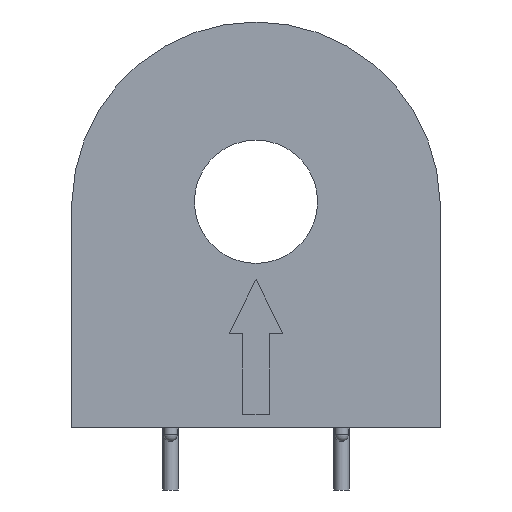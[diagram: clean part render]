
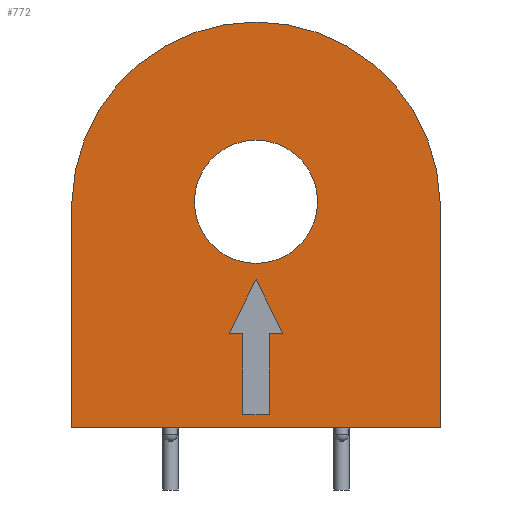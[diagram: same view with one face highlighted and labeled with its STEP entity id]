
A CAD part, front view. The second image highlights one B-rep face of the part: STEP entity #772.
In plain terms, the highlighted planar face has unit normal (0, -1, 0).
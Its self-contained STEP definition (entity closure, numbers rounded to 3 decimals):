
#329=CARTESIAN_POINT('',(-4.572,-5.08,17.78));
#330=VERTEX_POINT('',#329);
#339=CARTESIAN_POINT('',(4.572,-5.08,17.78));
#340=VERTEX_POINT('',#339);
#341=CARTESIAN_POINT('',(0.0,-5.08,17.78));
#342=DIRECTION('',(0.0,1.0,0.0));
#343=DIRECTION('',(-1.0,0.0,0.0));
#344=AXIS2_PLACEMENT_3D('',#341,#342,#343);
#345=CIRCLE('',#344,4.572);
#346=EDGE_CURVE('',#340,#330,#345,.T.);
#381=CARTESIAN_POINT('',(0.0,-5.08,12.));
#382=VERTEX_POINT('',#381);
#389=CARTESIAN_POINT('',(-2.0,-5.08,8.));
#390=VERTEX_POINT('',#389);
#391=CARTESIAN_POINT('',(-2.0,-5.08,8.0));
#392=DIRECTION('',(0.447,0.0,0.894));
#393=VECTOR('',#392,4.472);
#394=LINE('',#391,#393);
#395=EDGE_CURVE('',#390,#382,#394,.T.);
#420=CARTESIAN_POINT('',(-1.0,-5.08,8.));
#421=VERTEX_POINT('',#420);
#422=CARTESIAN_POINT('',(-1.0,-5.08,8.0));
#423=DIRECTION('',(-1.0,0.0,0.0));
#424=VECTOR('',#423,1.0);
#425=LINE('',#422,#424);
#426=EDGE_CURVE('',#421,#390,#425,.T.);
#451=CARTESIAN_POINT('',(-1.0,-5.08,2.));
#452=VERTEX_POINT('',#451);
#453=CARTESIAN_POINT('',(-1.0,-5.08,2.));
#454=DIRECTION('',(0.0,0.0,1.0));
#455=VECTOR('',#454,6.0);
#456=LINE('',#453,#455);
#457=EDGE_CURVE('',#452,#421,#456,.T.);
#482=CARTESIAN_POINT('',(1.0,-5.08,2.));
#483=VERTEX_POINT('',#482);
#484=CARTESIAN_POINT('',(1.0,-5.08,2.0));
#485=DIRECTION('',(-1.0,0.0,0.0));
#486=VECTOR('',#485,2.0);
#487=LINE('',#484,#486);
#488=EDGE_CURVE('',#483,#452,#487,.T.);
#513=CARTESIAN_POINT('',(1.0,-5.08,8.));
#514=VERTEX_POINT('',#513);
#515=CARTESIAN_POINT('',(1.0,-5.08,8.));
#516=DIRECTION('',(0.0,0.0,-1.0));
#517=VECTOR('',#516,6.0);
#518=LINE('',#515,#517);
#519=EDGE_CURVE('',#514,#483,#518,.T.);
#544=CARTESIAN_POINT('',(2.0,-5.08,8.));
#545=VERTEX_POINT('',#544);
#546=CARTESIAN_POINT('',(2.0,-5.08,8.0));
#547=DIRECTION('',(-1.0,0.0,0.0));
#548=VECTOR('',#547,1.0);
#549=LINE('',#546,#548);
#550=EDGE_CURVE('',#545,#514,#549,.T.);
#573=CARTESIAN_POINT('',(0.,-5.08,12.0));
#574=DIRECTION('',(0.447,0.0,-0.894));
#575=VECTOR('',#574,4.472);
#576=LINE('',#573,#575);
#577=EDGE_CURVE('',#382,#545,#576,.T.);
#612=CARTESIAN_POINT('',(0.0,-5.08,17.78));
#613=DIRECTION('',(0.0,1.0,0.0));
#614=DIRECTION('',(-1.0,0.0,0.0));
#615=AXIS2_PLACEMENT_3D('',#612,#613,#614);
#616=CIRCLE('',#615,4.572);
#617=EDGE_CURVE('',#330,#340,#616,.T.);
#627=CARTESIAN_POINT('',(13.653,-5.08,17.78));
#628=VERTEX_POINT('',#627);
#637=CARTESIAN_POINT('',(13.653,-5.08,1.));
#638=VERTEX_POINT('',#637);
#639=CARTESIAN_POINT('',(13.653,-5.08,1.));
#640=DIRECTION('',(0.0,0.0,1.0));
#641=VECTOR('',#640,16.78);
#642=LINE('',#639,#641);
#643=EDGE_CURVE('',#638,#628,#642,.T.);
#667=CARTESIAN_POINT('',(-13.653,-5.08,17.78));
#668=VERTEX_POINT('',#667);
#685=CARTESIAN_POINT('',(-13.653,-5.08,1.));
#686=VERTEX_POINT('',#685);
#693=CARTESIAN_POINT('',(-13.653,-5.08,1.));
#694=DIRECTION('',(0.0,0.0,1.0));
#695=VECTOR('',#694,16.78);
#696=LINE('',#693,#695);
#697=EDGE_CURVE('',#686,#668,#696,.T.);
#715=CARTESIAN_POINT('',(13.653,-5.08,1.));
#716=DIRECTION('',(-1.0,0.0,0.0));
#717=VECTOR('',#716,27.305);
#718=LINE('',#715,#717);
#719=EDGE_CURVE('',#638,#686,#718,.T.);
#737=CARTESIAN_POINT('',(0.,-5.08,17.459));
#738=DIRECTION('',(0.0,1.0,0.0));
#739=DIRECTION('',(0.0,0.0,1.0));
#740=AXIS2_PLACEMENT_3D('',#737,#738,#739);
#741=CIRCLE('',#740,13.656);
#742=EDGE_CURVE('',#668,#628,#741,.T.);
#748=CARTESIAN_POINT('',(0.,-5.08,22.437));
#749=DIRECTION('',(0.0,1.0,0.0));
#750=DIRECTION('',(0.0,0.0,1.0));
#751=AXIS2_PLACEMENT_3D('',#748,#749,#750);
#752=PLANE('',#751);
#753=ORIENTED_EDGE('',*,*,#742,.F.);
#754=ORIENTED_EDGE('',*,*,#697,.F.);
#755=ORIENTED_EDGE('',*,*,#719,.F.);
#756=ORIENTED_EDGE('',*,*,#643,.T.);
#757=EDGE_LOOP('',(#753,#754,#755,#756));
#758=FACE_OUTER_BOUND('',#757,.T.);
#759=ORIENTED_EDGE('',*,*,#395,.T.);
#760=ORIENTED_EDGE('',*,*,#577,.T.);
#761=ORIENTED_EDGE('',*,*,#550,.T.);
#762=ORIENTED_EDGE('',*,*,#519,.T.);
#763=ORIENTED_EDGE('',*,*,#488,.T.);
#764=ORIENTED_EDGE('',*,*,#457,.T.);
#765=ORIENTED_EDGE('',*,*,#426,.T.);
#766=EDGE_LOOP('',(#759,#760,#761,#762,#763,#764,#765));
#767=FACE_BOUND('',#766,.T.);
#768=ORIENTED_EDGE('',*,*,#617,.T.);
#769=ORIENTED_EDGE('',*,*,#346,.T.);
#770=EDGE_LOOP('',(#768,#769));
#771=FACE_BOUND('',#770,.T.);
#772=ADVANCED_FACE('',(#758,#767,#771),#752,.F.);
